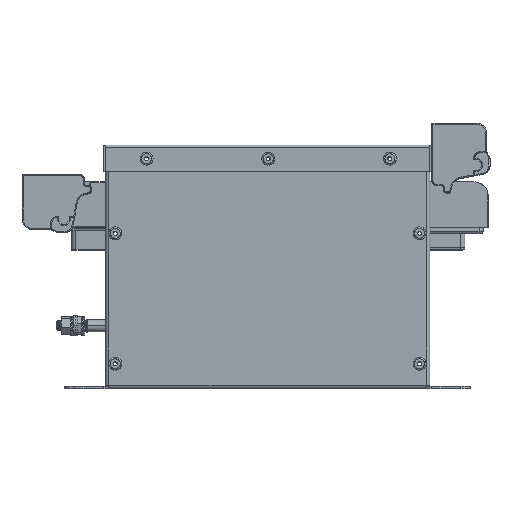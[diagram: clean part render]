
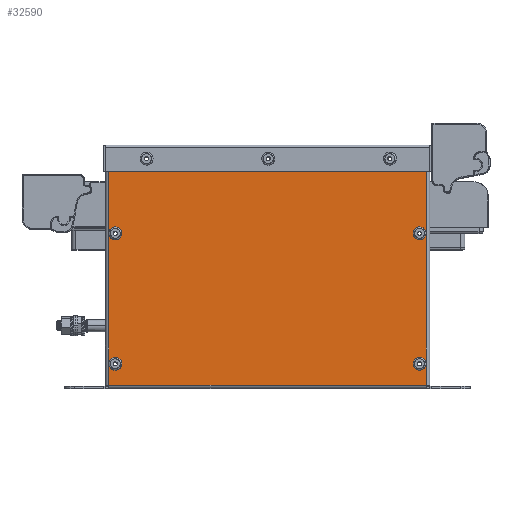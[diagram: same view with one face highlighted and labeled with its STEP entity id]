
A CAD part, top view. The second image highlights one B-rep face of the part: STEP entity #32590.
In plain terms, the highlighted planar face has unit normal (0, 0, 1).
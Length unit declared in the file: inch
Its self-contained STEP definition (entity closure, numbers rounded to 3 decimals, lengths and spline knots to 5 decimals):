
#1026 = LINE ( 'NONE', #48325, #23065 ) ;
#1633 = EDGE_CURVE ( 'NONE', #29260, #8492, #46501, .T. ) ;
#2155 = VECTOR ( 'NONE', #20750, 39.37008 ) ;
#3080 = AXIS2_PLACEMENT_3D ( 'NONE', #30612, #57410, #32248 ) ;
#3895 = LINE ( 'NONE', #19915, #4201 ) ;
#4201 = VECTOR ( 'NONE', #41115, 39.37008 ) ;
#5203 = DIRECTION ( 'NONE',  ( 1., 0., 0. ) ) ;
#5507 = EDGE_LOOP ( 'NONE', ( #20297, #34489 ) ) ;
#7928 = DIRECTION ( 'NONE',  ( 0., 0., -1. ) ) ;
#8492 = VERTEX_POINT ( 'NONE', #36861 ) ;
#8764 = EDGE_CURVE ( 'NONE', #31699, #57890, #34484, .T. ) ;
#8887 = DIRECTION ( 'NONE',  ( 0., 1., 0. ) ) ;
#8959 = DIRECTION ( 'NONE',  ( 0., -1., 0. ) ) ;
#9330 = EDGE_CURVE ( 'NONE', #48087, #20754, #1026, .T. ) ;
#9541 = DIRECTION ( 'NONE',  ( 0., -1., 0. ) ) ;
#12497 = CARTESIAN_POINT ( 'NONE',  ( 3.04739, 1.86425, 3.61608 ) ) ;
#12933 = EDGE_CURVE ( 'NONE', #19114, #36391, #66710, .T. ) ;
#13414 = ORIENTED_EDGE ( 'NONE', *, *, #24141, .F. ) ;
#14566 = AXIS2_PLACEMENT_3D ( 'NONE', #18422, #24984, #61543 ) ;
#15071 = VERTEX_POINT ( 'NONE', #20604 ) ;
#15132 = EDGE_CURVE ( 'NONE', #61268, #40300, #37895, .T. ) ;
#15968 = DIRECTION ( 'NONE',  ( 0., -1., 0. ) ) ;
#16048 = DIRECTION ( 'NONE',  ( 0., -1., 0. ) ) ;
#16264 = FACE_BOUND ( 'NONE', #63493, .T. ) ;
#16394 = CARTESIAN_POINT ( 'NONE',  ( 2.91353, -1.86804, 3.61608 ) ) ;
#17127 = CARTESIAN_POINT ( 'NONE',  ( -3.06088, -1.86804, 3.61608 ) ) ;
#18005 = DIRECTION ( 'NONE',  ( 0., 0., -1. ) ) ;
#18010 = ORIENTED_EDGE ( 'NONE', *, *, #12933, .T. ) ;
#18422 = CARTESIAN_POINT ( 'NONE',  ( -2.99198, 0.66346, 3.61608 ) ) ;
#19114 = VERTEX_POINT ( 'NONE', #30686 ) ;
#19915 = CARTESIAN_POINT ( 'NONE',  ( 3.04739, -2.28142, 3.61608 ) ) ;
#20297 = ORIENTED_EDGE ( 'NONE', *, *, #43948, .T. ) ;
#20604 = CARTESIAN_POINT ( 'NONE',  ( -3.06088, 0.66346, 3.61608 ) ) ;
#20750 = DIRECTION ( 'NONE',  ( -1., 0., 0. ) ) ;
#20754 = VERTEX_POINT ( 'NONE', #12497 ) ;
#21336 = ORIENTED_EDGE ( 'NONE', *, *, #59889, .T. ) ;
#23065 = VECTOR ( 'NONE', #5203, 39.37008 ) ;
#24141 = EDGE_CURVE ( 'NONE', #20754, #29260, #3895, .T. ) ;
#24423 = DIRECTION ( 'NONE',  ( 0., -1., 0. ) ) ;
#24984 = DIRECTION ( 'NONE',  ( 0., 0., -1. ) ) ;
#25222 = LINE ( 'NONE', #35683, #53825 ) ;
#25351 = AXIS2_PLACEMENT_3D ( 'NONE', #51990, #63117, #9541 ) ;
#25373 = CARTESIAN_POINT ( 'NONE',  ( -3.11796, 1.86425, 3.61608 ) ) ;
#25656 = ORIENTED_EDGE ( 'NONE', *, *, #66871, .T. ) ;
#27791 = AXIS2_PLACEMENT_3D ( 'NONE', #60964, #36501, #24423 ) ;
#28222 = CARTESIAN_POINT ( 'NONE',  ( 2.98243, 0.66346, 3.61608 ) ) ;
#29134 = EDGE_CURVE ( 'NONE', #8492, #48087, #25222, .T. ) ;
#29260 = VERTEX_POINT ( 'NONE', #32503 ) ;
#29692 = DIRECTION ( 'NONE',  ( 0., 0., -1. ) ) ;
#30118 = AXIS2_PLACEMENT_3D ( 'NONE', #16394, #32044, #16048 ) ;
#30612 = CARTESIAN_POINT ( 'NONE',  ( 2.91353, -1.86804, 3.61608 ) ) ;
#30686 = CARTESIAN_POINT ( 'NONE',  ( -2.92308, -1.86804, 3.61608 ) ) ;
#31699 = VERTEX_POINT ( 'NONE', #28222 ) ;
#32044 = DIRECTION ( 'NONE',  ( 0., 0., -1. ) ) ;
#32248 = DIRECTION ( 'NONE',  ( 0., -1., 0. ) ) ;
#32275 = FACE_OUTER_BOUND ( 'NONE', #33358, .T. ) ;
#32503 = CARTESIAN_POINT ( 'NONE',  ( 3.04739, -2.28142, 3.61608 ) ) ;
#32590 = ADVANCED_FACE ( 'NONE', ( #54531, #42705, #63931, #16264, #32275 ), #43043, .F. ) ;
#33358 = EDGE_LOOP ( 'NONE', ( #49631, #50170, #34642, #13414 ) ) ;
#34484 = CIRCLE ( 'NONE', #38909, 0.0689 ) ;
#34489 = ORIENTED_EDGE ( 'NONE', *, *, #63642, .T. ) ;
#34642 = ORIENTED_EDGE ( 'NONE', *, *, #1633, .F. ) ;
#34678 = CARTESIAN_POINT ( 'NONE',  ( 4.72849, -2.30111, 3.61608 ) ) ;
#34938 = CARTESIAN_POINT ( 'NONE',  ( -2.99198, 0.66346, 3.61608 ) ) ;
#35137 = CARTESIAN_POINT ( 'NONE',  ( 2.91353, 0.66346, 3.61608 ) ) ;
#35683 = CARTESIAN_POINT ( 'NONE',  ( -3.11796, 2.13984, 3.61608 ) ) ;
#35777 = EDGE_CURVE ( 'NONE', #40300, #61268, #37488, .T. ) ;
#36391 = VERTEX_POINT ( 'NONE', #17127 ) ;
#36501 = DIRECTION ( 'NONE',  ( 0., 0., -1. ) ) ;
#36861 = CARTESIAN_POINT ( 'NONE',  ( -3.11796, -2.28142, 3.61608 ) ) ;
#37463 = CARTESIAN_POINT ( 'NONE',  ( -2.92308, 0.66346, 3.61608 ) ) ;
#37488 = CIRCLE ( 'NONE', #3080, 0.0689 ) ;
#37895 = CIRCLE ( 'NONE', #30118, 0.0689 ) ;
#38909 = AXIS2_PLACEMENT_3D ( 'NONE', #40595, #7928, #8959 ) ;
#39589 = CIRCLE ( 'NONE', #67382, 0.0689 ) ;
#40300 = VERTEX_POINT ( 'NONE', #42125 ) ;
#40595 = CARTESIAN_POINT ( 'NONE',  ( 2.91353, 0.66346, 3.61608 ) ) ;
#41115 = DIRECTION ( 'NONE',  ( 0., -1., 0. ) ) ;
#42125 = CARTESIAN_POINT ( 'NONE',  ( 2.84464, -1.86804, 3.61608 ) ) ;
#42705 = FACE_BOUND ( 'NONE', #5507, .T. ) ;
#43043 = PLANE ( 'NONE',  #60501 ) ;
#43948 = EDGE_CURVE ( 'NONE', #15071, #52803, #62444, .T. ) ;
#46501 = LINE ( 'NONE', #68414, #2155 ) ;
#46510 = ORIENTED_EDGE ( 'NONE', *, *, #8764, .T. ) ;
#47065 = ORIENTED_EDGE ( 'NONE', *, *, #15132, .T. ) ;
#48087 = VERTEX_POINT ( 'NONE', #25373 ) ;
#48325 = CARTESIAN_POINT ( 'NONE',  ( 4.72849, 1.86425, 3.61608 ) ) ;
#49390 = CARTESIAN_POINT ( 'NONE',  ( 2.98243, -1.86804, 3.61608 ) ) ;
#49631 = ORIENTED_EDGE ( 'NONE', *, *, #9330, .F. ) ;
#50170 = ORIENTED_EDGE ( 'NONE', *, *, #29134, .F. ) ;
#50337 = CARTESIAN_POINT ( 'NONE',  ( 2.84464, 0.66346, 3.61608 ) ) ;
#50949 = DIRECTION ( 'NONE',  ( 0., -1., 0. ) ) ;
#51990 = CARTESIAN_POINT ( 'NONE',  ( -2.99198, -1.86804, 3.61608 ) ) ;
#52803 = VERTEX_POINT ( 'NONE', #37463 ) ;
#52848 = DIRECTION ( 'NONE',  ( 0., 0., -1. ) ) ;
#53825 = VECTOR ( 'NONE', #8887, 39.37008 ) ;
#54531 = FACE_BOUND ( 'NONE', #65883, .T. ) ;
#55336 = CIRCLE ( 'NONE', #25351, 0.0689 ) ;
#57410 = DIRECTION ( 'NONE',  ( 0., 0., -1. ) ) ;
#57890 = VERTEX_POINT ( 'NONE', #50337 ) ;
#58768 = ORIENTED_EDGE ( 'NONE', *, *, #35777, .T. ) ;
#59889 = EDGE_CURVE ( 'NONE', #57890, #31699, #39589, .T. ) ;
#60490 = EDGE_LOOP ( 'NONE', ( #21336, #46510 ) ) ;
#60501 = AXIS2_PLACEMENT_3D ( 'NONE', #34678, #18005, #60774 ) ;
#60774 = DIRECTION ( 'NONE',  ( 0., -1., 0. ) ) ;
#60964 = CARTESIAN_POINT ( 'NONE',  ( -2.99198, -1.86804, 3.61608 ) ) ;
#61268 = VERTEX_POINT ( 'NONE', #49390 ) ;
#61543 = DIRECTION ( 'NONE',  ( 0., -1., 0. ) ) ;
#62198 = CIRCLE ( 'NONE', #14566, 0.0689 ) ;
#62444 = CIRCLE ( 'NONE', #65747, 0.0689 ) ;
#63117 = DIRECTION ( 'NONE',  ( 0., 0., -1. ) ) ;
#63493 = EDGE_LOOP ( 'NONE', ( #58768, #47065 ) ) ;
#63642 = EDGE_CURVE ( 'NONE', #52803, #15071, #62198, .T. ) ;
#63931 = FACE_BOUND ( 'NONE', #60490, .T. ) ;
#65747 = AXIS2_PLACEMENT_3D ( 'NONE', #34938, #29692, #50949 ) ;
#65883 = EDGE_LOOP ( 'NONE', ( #25656, #18010 ) ) ;
#66710 = CIRCLE ( 'NONE', #27791, 0.0689 ) ;
#66871 = EDGE_CURVE ( 'NONE', #36391, #19114, #55336, .T. ) ;
#67382 = AXIS2_PLACEMENT_3D ( 'NONE', #35137, #52848, #15968 ) ;
#68414 = CARTESIAN_POINT ( 'NONE',  ( 4.72849, -2.28142, 3.61608 ) ) ;
